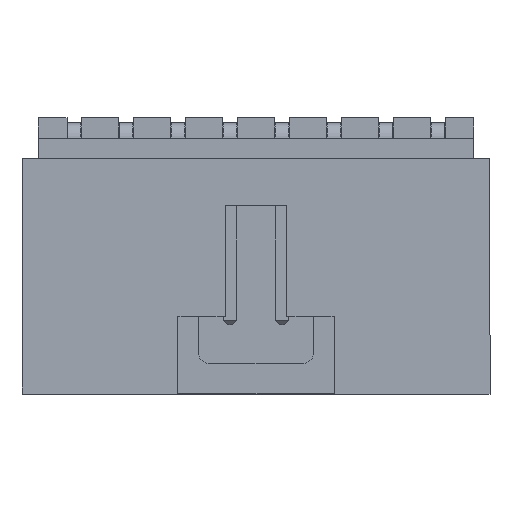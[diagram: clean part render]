
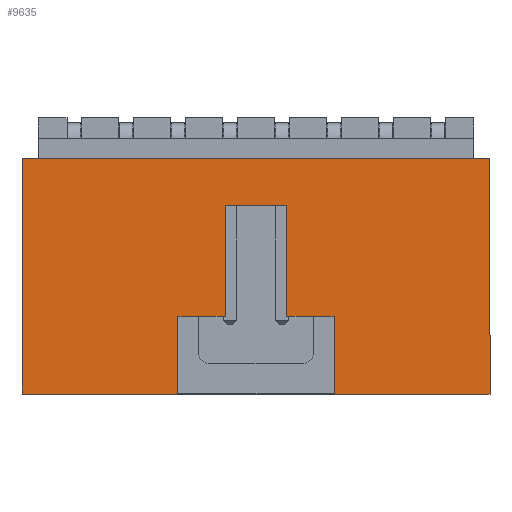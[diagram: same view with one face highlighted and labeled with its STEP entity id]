
A CAD part, top view. The second image highlights one B-rep face of the part: STEP entity #9635.
In plain terms, the highlighted planar face has unit normal (0, 0, 1).
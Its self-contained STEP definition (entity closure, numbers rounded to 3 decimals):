
#17 = VERTEX_POINT ( 'NONE', #308 ) ;
#52 = LINE ( 'NONE', #9943, #5882 ) ;
#87 = ORIENTED_EDGE ( 'NONE', *, *, #561, .T. ) ;
#141 = DIRECTION ( 'NONE',  ( 0., -1., 0. ) ) ;
#232 = CARTESIAN_POINT ( 'NONE',  ( 2.815, -9.15, 5.3 ) ) ;
#281 = DIRECTION ( 'NONE',  ( 0., -1., 0. ) ) ;
#285 = VECTOR ( 'NONE', #3479, 1000. ) ;
#293 = LINE ( 'NONE', #7539, #4268 ) ;
#308 = CARTESIAN_POINT ( 'NONE',  ( 11.435, -1.45, 5.3 ) ) ;
#321 = VECTOR ( 'NONE', #1586, 1000. ) ;
#429 = CARTESIAN_POINT ( 'NONE',  ( 3.815, -9.15, 5.3 ) ) ;
#452 = ORIENTED_EDGE ( 'NONE', *, *, #3575, .F. ) ;
#489 = LINE ( 'NONE', #9782, #5265 ) ;
#522 = CARTESIAN_POINT ( 'NONE',  ( 0., 0., 5.3 ) ) ;
#561 = EDGE_CURVE ( 'NONE', #743, #2214, #6915, .T. ) ;
#648 = VECTOR ( 'NONE', #3417, 1000. ) ;
#743 = VERTEX_POINT ( 'NONE', #3323 ) ;
#840 = CARTESIAN_POINT ( 'NONE',  ( 2.815, -9.15, 5.3 ) ) ;
#892 = VECTOR ( 'NONE', #281, 1000. ) ;
#970 = CARTESIAN_POINT ( 'NONE',  ( 11.435, -12.95, 5.3 ) ) ;
#981 = CARTESIAN_POINT ( 'NONE',  ( 11.435, -12.95, 5.3 ) ) ;
#1469 = AXIS2_PLACEMENT_3D ( 'NONE', #522, #8130, #3144 ) ;
#1563 = EDGE_LOOP ( 'NONE', ( #5757, #452, #8881, #3311, #9080, #9663, #5237, #6918, #87, #9585, #7733, #8124, #1684, #8605 ) ) ;
#1586 = DIRECTION ( 'NONE',  ( 0., 1., 0. ) ) ;
#1589 = EDGE_CURVE ( 'NONE', #8187, #2319, #3054, .T. ) ;
#1654 = LINE ( 'NONE', #10805, #8094 ) ;
#1684 = ORIENTED_EDGE ( 'NONE', *, *, #10093, .T. ) ;
#1862 = EDGE_CURVE ( 'NONE', #17, #2348, #3987, .T. ) ;
#2214 = VERTEX_POINT ( 'NONE', #970 ) ;
#2270 = CARTESIAN_POINT ( 'NONE',  ( -3.815, -12.95, 5.3 ) ) ;
#2292 = LINE ( 'NONE', #10738, #321 ) ;
#2319 = VERTEX_POINT ( 'NONE', #10480 ) ;
#2348 = VERTEX_POINT ( 'NONE', #4580 ) ;
#2499 = EDGE_CURVE ( 'NONE', #2348, #2799, #489, .T. ) ;
#2649 = CARTESIAN_POINT ( 'NONE',  ( 11.435, -12.95, 5.3 ) ) ;
#2657 = CARTESIAN_POINT ( 'NONE',  ( -3.815, -9.15, 5.3 ) ) ;
#2739 = CARTESIAN_POINT ( 'NONE',  ( -3.815, -9.15, 5.3 ) ) ;
#2799 = VERTEX_POINT ( 'NONE', #10562 ) ;
#2892 = DIRECTION ( 'NONE',  ( 1., 0., 0. ) ) ;
#3054 = LINE ( 'NONE', #6917, #10795 ) ;
#3144 = DIRECTION ( 'NONE',  ( -1., 0., 0. ) ) ;
#3154 = DIRECTION ( 'NONE',  ( 0., -1., 0. ) ) ;
#3311 = ORIENTED_EDGE ( 'NONE', *, *, #6235, .T. ) ;
#3323 = CARTESIAN_POINT ( 'NONE',  ( 3.815, -12.95, 5.3 ) ) ;
#3353 = CARTESIAN_POINT ( 'NONE',  ( -11.435, -1.45, 5.3 ) ) ;
#3392 = VERTEX_POINT ( 'NONE', #429 ) ;
#3417 = DIRECTION ( 'NONE',  ( -1., 0., 0. ) ) ;
#3479 = DIRECTION ( 'NONE',  ( -1., 0., 0. ) ) ;
#3575 = EDGE_CURVE ( 'NONE', #8909, #9957, #7537, .T. ) ;
#3967 = VECTOR ( 'NONE', #141, 1000. ) ;
#3975 = VERTEX_POINT ( 'NONE', #232 ) ;
#3987 = LINE ( 'NONE', #3353, #5696 ) ;
#4268 = VECTOR ( 'NONE', #5915, 1000. ) ;
#4296 = FACE_OUTER_BOUND ( 'NONE', #1563, .T. ) ;
#4368 = EDGE_CURVE ( 'NONE', #3975, #2319, #9965, .T. ) ;
#4467 = EDGE_CURVE ( 'NONE', #4581, #6046, #8260, .T. ) ;
#4472 = CARTESIAN_POINT ( 'NONE',  ( 1.5, -3.75, 5.3 ) ) ;
#4514 = CARTESIAN_POINT ( 'NONE',  ( -1.5, 20.034, 5.3 ) ) ;
#4580 = CARTESIAN_POINT ( 'NONE',  ( -11.435, -1.45, 5.3 ) ) ;
#4581 = VERTEX_POINT ( 'NONE', #2739 ) ;
#4859 = CARTESIAN_POINT ( 'NONE',  ( 3.815, -9.15, 5.3 ) ) ;
#5024 = VERTEX_POINT ( 'NONE', #7639 ) ;
#5237 = ORIENTED_EDGE ( 'NONE', *, *, #8714, .T. ) ;
#5265 = VECTOR ( 'NONE', #3154, 1000. ) ;
#5299 = DIRECTION ( 'NONE',  ( 0., -1., 0. ) ) ;
#5696 = VECTOR ( 'NONE', #6662, 1000. ) ;
#5757 = ORIENTED_EDGE ( 'NONE', *, *, #6954, .T. ) ;
#5882 = VECTOR ( 'NONE', #7405, 1000. ) ;
#5908 = LINE ( 'NONE', #4859, #7063 ) ;
#5915 = DIRECTION ( 'NONE',  ( 1., 0., 0. ) ) ;
#6046 = VERTEX_POINT ( 'NONE', #2270 ) ;
#6235 = EDGE_CURVE ( 'NONE', #5024, #8187, #1654, .T. ) ;
#6662 = DIRECTION ( 'NONE',  ( -1., 0., 0. ) ) ;
#6915 = LINE ( 'NONE', #981, #7824 ) ;
#6917 = CARTESIAN_POINT ( 'NONE',  ( 1.5, 20.034, 5.3 ) ) ;
#6918 = ORIENTED_EDGE ( 'NONE', *, *, #9772, .T. ) ;
#6954 = EDGE_CURVE ( 'NONE', #4581, #9957, #293, .T. ) ;
#7063 = VECTOR ( 'NONE', #7235, 1000. ) ;
#7235 = DIRECTION ( 'NONE',  ( 1., 0., 0. ) ) ;
#7336 = PLANE ( 'NONE',  #1469 ) ;
#7405 = DIRECTION ( 'NONE',  ( 0., -1., 0. ) ) ;
#7537 = LINE ( 'NONE', #8535, #285 ) ;
#7539 = CARTESIAN_POINT ( 'NONE',  ( -2.815, -9.15, 5.3 ) ) ;
#7639 = CARTESIAN_POINT ( 'NONE',  ( -1.5, -3.75, 5.3 ) ) ;
#7733 = ORIENTED_EDGE ( 'NONE', *, *, #1862, .T. ) ;
#7824 = VECTOR ( 'NONE', #8928, 1000. ) ;
#8094 = VECTOR ( 'NONE', #9245, 1000. ) ;
#8124 = ORIENTED_EDGE ( 'NONE', *, *, #2499, .T. ) ;
#8130 = DIRECTION ( 'NONE',  ( 0., 0., -1. ) ) ;
#8187 = VERTEX_POINT ( 'NONE', #4472 ) ;
#8229 = EDGE_CURVE ( 'NONE', #5024, #8909, #8658, .T. ) ;
#8260 = LINE ( 'NONE', #2657, #3967 ) ;
#8447 = CARTESIAN_POINT ( 'NONE',  ( -2.815, -9.15, 5.3 ) ) ;
#8535 = CARTESIAN_POINT ( 'NONE',  ( 2.815, -9.15, 5.3 ) ) ;
#8605 = ORIENTED_EDGE ( 'NONE', *, *, #4467, .F. ) ;
#8658 = LINE ( 'NONE', #4514, #892 ) ;
#8714 = EDGE_CURVE ( 'NONE', #3975, #3392, #5908, .T. ) ;
#8881 = ORIENTED_EDGE ( 'NONE', *, *, #8229, .F. ) ;
#8909 = VERTEX_POINT ( 'NONE', #9947 ) ;
#8928 = DIRECTION ( 'NONE',  ( 1., 0., 0. ) ) ;
#8979 = EDGE_CURVE ( 'NONE', #2214, #17, #2292, .T. ) ;
#9080 = ORIENTED_EDGE ( 'NONE', *, *, #1589, .T. ) ;
#9245 = DIRECTION ( 'NONE',  ( 1., 0., 0. ) ) ;
#9360 = LINE ( 'NONE', #2649, #9766 ) ;
#9585 = ORIENTED_EDGE ( 'NONE', *, *, #8979, .T. ) ;
#9635 = ADVANCED_FACE ( 'NONE', ( #4296 ), #7336, .F. ) ;
#9663 = ORIENTED_EDGE ( 'NONE', *, *, #4368, .F. ) ;
#9766 = VECTOR ( 'NONE', #2892, 1000. ) ;
#9772 = EDGE_CURVE ( 'NONE', #3392, #743, #52, .T. ) ;
#9782 = CARTESIAN_POINT ( 'NONE',  ( -11.435, -12.95, 5.3 ) ) ;
#9943 = CARTESIAN_POINT ( 'NONE',  ( 3.815, -9.15, 5.3 ) ) ;
#9947 = CARTESIAN_POINT ( 'NONE',  ( -1.5, -9.15, 5.3 ) ) ;
#9957 = VERTEX_POINT ( 'NONE', #8447 ) ;
#9965 = LINE ( 'NONE', #840, #648 ) ;
#10093 = EDGE_CURVE ( 'NONE', #2799, #6046, #9360, .T. ) ;
#10480 = CARTESIAN_POINT ( 'NONE',  ( 1.5, -9.15, 5.3 ) ) ;
#10562 = CARTESIAN_POINT ( 'NONE',  ( -11.435, -12.95, 5.3 ) ) ;
#10738 = CARTESIAN_POINT ( 'NONE',  ( 11.435, -1.45, 5.3 ) ) ;
#10795 = VECTOR ( 'NONE', #5299, 1000. ) ;
#10805 = CARTESIAN_POINT ( 'NONE',  ( 1.5, -3.75, 5.3 ) ) ;
